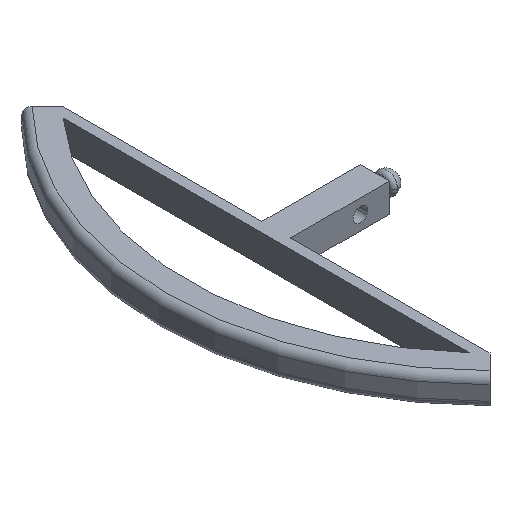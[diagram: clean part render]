
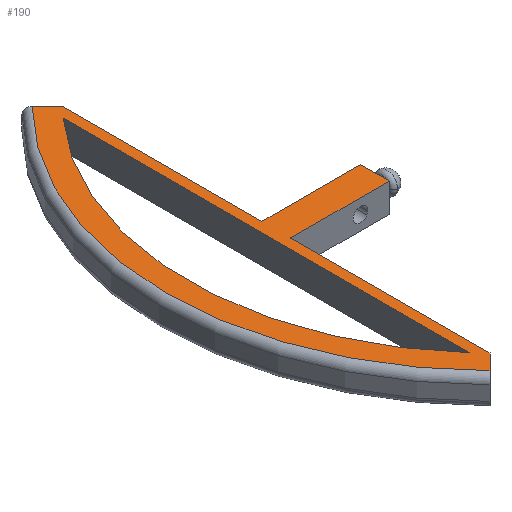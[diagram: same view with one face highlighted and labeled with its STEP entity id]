
A CAD part, isometric view. The second image highlights one B-rep face of the part: STEP entity #190.
In plain terms, the highlighted planar face has unit normal (0, 0, 1).
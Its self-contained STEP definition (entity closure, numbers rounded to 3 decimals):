
#63=CARTESIAN_POINT('Vertex',(-80.,-10.,20.)) ;
#77=CARTESIAN_POINT('Vertex',(-80.,10.,20.)) ;
#80=CARTESIAN_POINT('Line Origine',(-80.,0.,20.)) ;
#110=CARTESIAN_POINT('Axis2P3D Location',(0.,0.,20.)) ;
#115=CARTESIAN_POINT('Line Origine',(-153.796,-153.796,20.)) ;
#119=CARTESIAN_POINT('Vertex',(-159.099,-159.099,20.)) ;
#121=CARTESIAN_POINT('Vertex',(-148.492,-148.492,20.)) ;
#124=CARTESIAN_POINT('Line Origine',(-148.492,-79.246,20.)) ;
#128=CARTESIAN_POINT('Vertex',(-148.492,-10.,20.)) ;
#131=CARTESIAN_POINT('Line Origine',(-114.246,-10.,20.)) ;
#136=CARTESIAN_POINT('Line Origine',(-114.246,10.,20.)) ;
#140=CARTESIAN_POINT('Vertex',(-148.492,10.,20.)) ;
#143=CARTESIAN_POINT('Line Origine',(-148.492,79.246,20.)) ;
#147=CARTESIAN_POINT('Vertex',(-148.492,148.492,20.)) ;
#150=CARTESIAN_POINT('Line Origine',(-153.796,153.796,20.)) ;
#154=CARTESIAN_POINT('Vertex',(-159.099,159.099,20.)) ;
#157=CARTESIAN_POINT('Axis2P3D Location',(0.,0.,20.)) ;
#172=CARTESIAN_POINT('Axis2P3D Location',(0.,0.,20.)) ;
#176=CARTESIAN_POINT('Vertex',(-155.395,141.253,20.)) ;
#178=CARTESIAN_POINT('Vertex',(-155.395,-141.253,20.)) ;
#181=CARTESIAN_POINT('Line Origine',(-155.395,0.,20.)) ;
#81=DIRECTION('Vector Direction',(0.,-1.,0.)) ;
#111=DIRECTION('Axis2P3D Direction',(0.,0.,1.)) ;
#112=DIRECTION('Axis2P3D XDirection',(1.,0.,0.)) ;
#116=DIRECTION('Vector Direction',(-0.707,-0.707,0.)) ;
#125=DIRECTION('Vector Direction',(0.,-1.,0.)) ;
#132=DIRECTION('Vector Direction',(-1.,0.,0.)) ;
#137=DIRECTION('Vector Direction',(1.,0.,0.)) ;
#144=DIRECTION('Vector Direction',(0.,-1.,0.)) ;
#151=DIRECTION('Vector Direction',(0.707,-0.707,0.)) ;
#158=DIRECTION('Axis2P3D Direction',(0.,0.,1.)) ;
#173=DIRECTION('Axis2P3D Direction',(0.,0.,1.)) ;
#182=DIRECTION('Vector Direction',(0.,-1.,0.)) ;
#113=AXIS2_PLACEMENT_3D('Plane Axis2P3D',#110,#111,#112) ;
#159=AXIS2_PLACEMENT_3D('Circle Axis2P3D',#157,#158,$) ;
#174=AXIS2_PLACEMENT_3D('Circle Axis2P3D',#172,#173,$) ;
#163=ORIENTED_EDGE('',*,*,#123,.T.) ;
#164=ORIENTED_EDGE('',*,*,#130,.T.) ;
#165=ORIENTED_EDGE('',*,*,#135,.T.) ;
#166=ORIENTED_EDGE('',*,*,#84,.T.) ;
#167=ORIENTED_EDGE('',*,*,#142,.T.) ;
#168=ORIENTED_EDGE('',*,*,#149,.T.) ;
#169=ORIENTED_EDGE('',*,*,#156,.T.) ;
#170=ORIENTED_EDGE('',*,*,#161,.T.) ;
#187=ORIENTED_EDGE('',*,*,#180,.F.) ;
#188=ORIENTED_EDGE('',*,*,#185,.F.) ;
#189=FACE_BOUND('',#186,.T.) ;
#82=VECTOR('Line Direction',#81,1.) ;
#117=VECTOR('Line Direction',#116,1.) ;
#126=VECTOR('Line Direction',#125,1.) ;
#133=VECTOR('Line Direction',#132,1.) ;
#138=VECTOR('Line Direction',#137,1.) ;
#145=VECTOR('Line Direction',#144,1.) ;
#152=VECTOR('Line Direction',#151,1.) ;
#183=VECTOR('Line Direction',#182,1.) ;
#190=ADVANCED_FACE('Corps principal',(#171,#189),#114,.T.) ;
#160=CIRCLE('generated circle',#159,225.) ;
#175=CIRCLE('generated circle',#174,210.) ;
#84=EDGE_CURVE('',#64,#78,#83,.F.) ;
#123=EDGE_CURVE('',#120,#122,#118,.F.) ;
#130=EDGE_CURVE('',#122,#129,#127,.F.) ;
#135=EDGE_CURVE('',#129,#64,#134,.F.) ;
#142=EDGE_CURVE('',#78,#141,#139,.F.) ;
#149=EDGE_CURVE('',#141,#148,#146,.F.) ;
#156=EDGE_CURVE('',#148,#155,#153,.F.) ;
#161=EDGE_CURVE('',#155,#120,#160,.T.) ;
#180=EDGE_CURVE('',#177,#179,#175,.T.) ;
#185=EDGE_CURVE('',#179,#177,#184,.F.) ;
#162=EDGE_LOOP('',(#163,#164,#165,#166,#167,#168,#169,#170)) ;
#186=EDGE_LOOP('',(#187,#188)) ;
#171=FACE_OUTER_BOUND('',#162,.T.) ;
#83=LINE('Line',#80,#82) ;
#118=LINE('Line',#115,#117) ;
#127=LINE('Line',#124,#126) ;
#134=LINE('Line',#131,#133) ;
#139=LINE('Line',#136,#138) ;
#146=LINE('Line',#143,#145) ;
#153=LINE('Line',#150,#152) ;
#184=LINE('Line',#181,#183) ;
#114=PLANE('Plane',#113) ;
#64=VERTEX_POINT('',#63) ;
#78=VERTEX_POINT('',#77) ;
#120=VERTEX_POINT('',#119) ;
#122=VERTEX_POINT('',#121) ;
#129=VERTEX_POINT('',#128) ;
#141=VERTEX_POINT('',#140) ;
#148=VERTEX_POINT('',#147) ;
#155=VERTEX_POINT('',#154) ;
#177=VERTEX_POINT('',#176) ;
#179=VERTEX_POINT('',#178) ;
